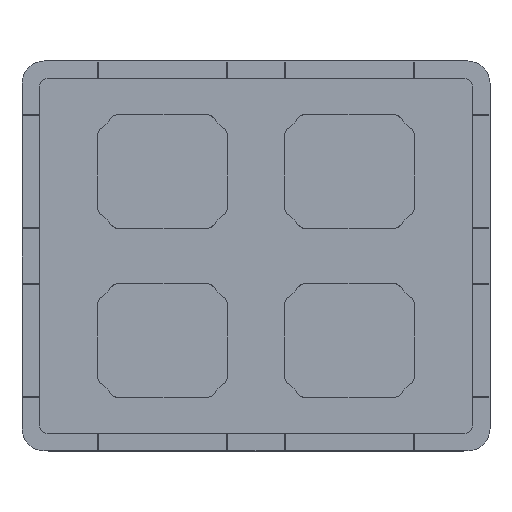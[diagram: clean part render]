
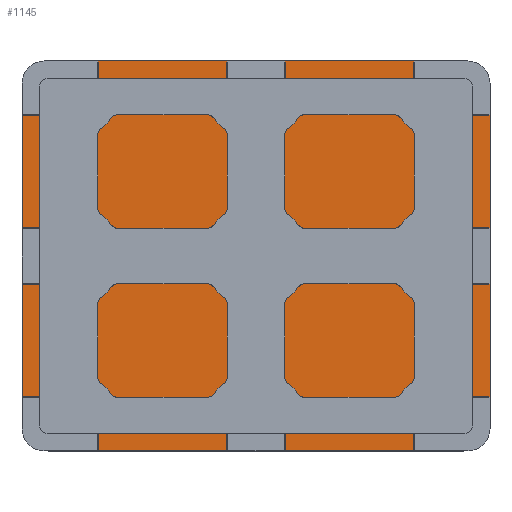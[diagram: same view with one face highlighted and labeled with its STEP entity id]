
A CAD part, front view. The second image highlights one B-rep face of the part: STEP entity #1145.
In plain terms, the highlighted planar face has unit normal (0, -1, 0).
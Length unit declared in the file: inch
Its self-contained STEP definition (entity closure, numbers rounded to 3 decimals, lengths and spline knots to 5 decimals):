
#9=DIRECTION('',(-1.,0.,0.));
#10=VECTOR('',#9,7.7175);
#11=CARTESIAN_POINT('',(23.622,2.719,-24.0363));
#12=LINE('',#11,#10);
#17=DIRECTION('',(-1.,0.,0.));
#18=VECTOR('',#17,7.7175);
#19=CARTESIAN_POINT('',(23.622,2.719,-12.716));
#20=LINE('',#19,#18);
#21=DIRECTION('',(0.,0.,1.));
#22=VECTOR('',#21,11.3203);
#23=CARTESIAN_POINT('',(23.622,2.719,-24.0363));
#24=LINE('',#23,#22);
#25=DIRECTION('',(0.,0.,-1.));
#26=VECTOR('',#25,5.4912);
#27=CARTESIAN_POINT('',(2.9748,2.719,-24.0363));
#28=LINE('',#27,#26);
#29=DIRECTION('',(1.,0.,0.));
#30=VECTOR('',#29,12.9297);
#31=CARTESIAN_POINT('',(-15.9045,2.719,-29.5275));
#32=LINE('',#31,#30);
#33=DIRECTION('',(0.,0.,-1.));
#34=VECTOR('',#33,5.4912);
#35=CARTESIAN_POINT('',(-15.9045,2.719,-24.0363));
#36=LINE('',#35,#34);
#37=DIRECTION('',(1.,0.,0.));
#38=VECTOR('',#37,7.7175);
#39=CARTESIAN_POINT('',(-23.622,2.719,-24.0363));
#40=LINE('',#39,#38);
#41=DIRECTION('',(1.,0.,0.));
#42=VECTOR('',#41,7.7175);
#43=CARTESIAN_POINT('',(-23.622,2.719,-6.969));
#44=LINE('',#43,#42);
#45=DIRECTION('',(0.,0.,-1.));
#46=VECTOR('',#45,11.3203);
#47=CARTESIAN_POINT('',(-23.622,2.719,4.3513));
#48=LINE('',#47,#46);
#49=DIRECTION('',(0.,0.,1.));
#50=VECTOR('',#49,5.4912);
#51=CARTESIAN_POINT('',(-2.9748,2.719,4.3513));
#52=LINE('',#51,#50);
#53=DIRECTION('',(-1.,0.,0.));
#54=VECTOR('',#53,5.9496);
#55=CARTESIAN_POINT('',(2.9748,2.719,4.3513));
#56=LINE('',#55,#54);
#57=DIRECTION('',(-1.,0.,0.));
#58=VECTOR('',#57,12.9297);
#59=CARTESIAN_POINT('',(15.9045,2.719,9.8425));
#60=LINE('',#59,#58);
#61=DIRECTION('',(0.,0.,1.));
#62=VECTOR('',#61,5.4912);
#63=CARTESIAN_POINT('',(15.9045,2.719,4.3513));
#64=LINE('',#63,#62);
#65=DIRECTION('',(-1.,0.,0.));
#66=VECTOR('',#65,7.7175);
#67=CARTESIAN_POINT('',(23.622,2.719,4.3513));
#68=LINE('',#67,#66);
#69=DIRECTION('',(0.,0.,1.));
#70=VECTOR('',#69,5.747);
#71=CARTESIAN_POINT('',(15.9045,2.719,-12.716));
#72=LINE('',#71,#70);
#73=DIRECTION('',(0.,0.,1.));
#74=VECTOR('',#73,5.747);
#75=CARTESIAN_POINT('',(-2.9748,2.719,-12.716));
#76=LINE('',#75,#74);
#77=DIRECTION('',(-1.,0.,0.));
#78=VECTOR('',#77,5.9496);
#79=CARTESIAN_POINT('',(2.9748,2.719,-12.716));
#80=LINE('',#79,#78);
#109=DIRECTION('',(0.,0.,-1.));
#110=VECTOR('',#109,11.3203);
#111=CARTESIAN_POINT('',(23.622,2.719,4.3513));
#112=LINE('',#111,#110);
#157=DIRECTION('',(1.,0.,0.));
#158=VECTOR('',#157,12.9297);
#159=CARTESIAN_POINT('',(-15.9045,2.719,9.8425));
#160=LINE('',#159,#158);
#228=DIRECTION('',(0.,0.,1.));
#229=VECTOR('',#228,5.4912);
#230=CARTESIAN_POINT('',(2.9748,2.719,4.3513));
#231=LINE('',#230,#229);
#256=DIRECTION('',(0.,0.,1.));
#257=VECTOR('',#256,5.4912);
#258=CARTESIAN_POINT('',(-15.9045,2.719,4.3513));
#259=LINE('',#258,#257);
#264=DIRECTION('',(1.,0.,0.));
#265=VECTOR('',#264,7.7175);
#266=CARTESIAN_POINT('',(-23.622,2.719,4.3513));
#267=LINE('',#266,#265);
#284=DIRECTION('',(0.,0.,1.));
#285=VECTOR('',#284,11.3203);
#286=CARTESIAN_POINT('',(-23.622,2.719,-24.0363));
#287=LINE('',#286,#285);
#420=DIRECTION('',(-1.,0.,0.));
#421=VECTOR('',#420,12.9297);
#422=CARTESIAN_POINT('',(15.9045,2.719,-29.5275));
#423=LINE('',#422,#421);
#449=DIRECTION('',(0.,0.,-1.));
#450=VECTOR('',#449,5.4912);
#451=CARTESIAN_POINT('',(15.9045,2.719,-24.0363));
#452=LINE('',#451,#450);
#693=DIRECTION('',(0.,0.,-1.));
#694=VECTOR('',#693,5.4912);
#695=CARTESIAN_POINT('',(-2.9748,2.719,-24.0363));
#696=LINE('',#695,#694);
#709=DIRECTION('',(-1.,0.,0.));
#710=VECTOR('',#709,5.9496);
#711=CARTESIAN_POINT('',(2.9748,2.719,-24.0363));
#712=LINE('',#711,#710);
#741=DIRECTION('',(0.,0.,1.));
#742=VECTOR('',#741,5.747);
#743=CARTESIAN_POINT('',(-15.9045,2.719,-12.716));
#744=LINE('',#743,#742);
#749=DIRECTION('',(1.,0.,0.));
#750=VECTOR('',#749,7.7175);
#751=CARTESIAN_POINT('',(-23.622,2.719,-12.716));
#752=LINE('',#751,#750);
#757=DIRECTION('',(-1.,0.,0.));
#758=VECTOR('',#757,7.7175);
#759=CARTESIAN_POINT('',(23.622,2.719,-6.969));
#760=LINE('',#759,#758);
#769=DIRECTION('',(0.,0.,1.));
#770=VECTOR('',#769,5.747);
#771=CARTESIAN_POINT('',(2.9748,2.719,-12.716));
#772=LINE('',#771,#770);
#793=DIRECTION('',(-1.,0.,0.));
#794=VECTOR('',#793,5.9496);
#795=CARTESIAN_POINT('',(2.9748,2.719,-6.969));
#796=LINE('',#795,#794);
#823=CARTESIAN_POINT('',(-2.9748,2.719,-24.0363));
#825=VERTEX_POINT('',#823);
#860=CARTESIAN_POINT('',(-15.9045,2.719,9.8425));
#862=VERTEX_POINT('',#860);
#877=CARTESIAN_POINT('',(2.9748,2.719,-29.5275));
#879=VERTEX_POINT('',#877);
#881=CARTESIAN_POINT('',(2.9748,2.719,-24.0363));
#883=VERTEX_POINT('',#881);
#901=CARTESIAN_POINT('',(15.9045,2.719,-29.5275));
#902=VERTEX_POINT('',#901);
#903=CARTESIAN_POINT('',(15.9045,2.719,-24.0363));
#904=VERTEX_POINT('',#903);
#909=CARTESIAN_POINT('',(-2.9748,2.719,9.8425));
#911=VERTEX_POINT('',#909);
#913=CARTESIAN_POINT('',(-2.9748,2.719,4.3513));
#914=VERTEX_POINT('',#913);
#915=CARTESIAN_POINT('',(-15.9045,2.719,4.3513));
#916=VERTEX_POINT('',#915);
#917=CARTESIAN_POINT('',(-23.622,2.719,4.3513));
#918=VERTEX_POINT('',#917);
#919=CARTESIAN_POINT('',(15.9045,2.719,9.8425));
#920=CARTESIAN_POINT('',(2.9748,2.719,9.8425));
#921=VERTEX_POINT('',#919);
#922=VERTEX_POINT('',#920);
#923=CARTESIAN_POINT('',(23.622,2.719,-12.716));
#924=CARTESIAN_POINT('',(15.9045,2.719,-12.716));
#925=VERTEX_POINT('',#923);
#926=VERTEX_POINT('',#924);
#927=CARTESIAN_POINT('',(23.622,2.719,4.3513));
#928=CARTESIAN_POINT('',(23.622,2.719,-6.969));
#929=VERTEX_POINT('',#927);
#930=VERTEX_POINT('',#928);
#931=CARTESIAN_POINT('',(15.9045,2.719,4.3513));
#932=VERTEX_POINT('',#931);
#933=CARTESIAN_POINT('',(15.9045,2.719,-6.969));
#934=VERTEX_POINT('',#933);
#935=CARTESIAN_POINT('',(2.9748,2.719,4.3513));
#936=VERTEX_POINT('',#935);
#937=CARTESIAN_POINT('',(2.9748,2.719,-12.716));
#938=CARTESIAN_POINT('',(2.9748,2.719,-6.969));
#939=VERTEX_POINT('',#937);
#940=VERTEX_POINT('',#938);
#961=CARTESIAN_POINT('',(-23.622,2.719,-12.716));
#962=CARTESIAN_POINT('',(-15.9045,2.719,-12.716));
#963=VERTEX_POINT('',#961);
#964=VERTEX_POINT('',#962);
#965=CARTESIAN_POINT('',(-15.9045,2.719,-24.0363));
#966=CARTESIAN_POINT('',(-15.9045,2.719,-29.5275));
#967=VERTEX_POINT('',#965);
#968=VERTEX_POINT('',#966);
#969=CARTESIAN_POINT('',(-15.9045,2.719,-6.969));
#970=VERTEX_POINT('',#969);
#975=CARTESIAN_POINT('',(-2.9748,2.719,-12.716));
#976=VERTEX_POINT('',#975);
#977=CARTESIAN_POINT('',(-2.9748,2.719,-29.5275));
#978=VERTEX_POINT('',#977);
#979=CARTESIAN_POINT('',(-2.9748,2.719,-6.969));
#980=VERTEX_POINT('',#979);
#981=CARTESIAN_POINT('',(23.622,2.719,-24.0363));
#982=VERTEX_POINT('',#981);
#983=CARTESIAN_POINT('',(-23.622,2.719,-6.969));
#984=VERTEX_POINT('',#983);
#985=CARTESIAN_POINT('',(-23.622,2.719,-24.0363));
#986=VERTEX_POINT('',#985);
#1073=CARTESIAN_POINT('',(2.9748,2.719,9.8425));
#1074=DIRECTION('',(0.,1.,0.));
#1075=DIRECTION('',(0.,0.,1.));
#1076=AXIS2_PLACEMENT_3D('',#1073,#1074,#1075);
#1077=PLANE('',#1076);
#1079=ORIENTED_EDGE('',*,*,#1078,.F.);
#1081=ORIENTED_EDGE('',*,*,#1080,.F.);
#1082=ORIENTED_EDGE('',*,*,#1062,.T.);
#1084=ORIENTED_EDGE('',*,*,#1083,.T.);
#1086=ORIENTED_EDGE('',*,*,#1085,.T.);
#1088=ORIENTED_EDGE('',*,*,#1087,.F.);
#1090=ORIENTED_EDGE('',*,*,#1089,.T.);
#1092=ORIENTED_EDGE('',*,*,#1091,.T.);
#1094=ORIENTED_EDGE('',*,*,#1093,.F.);
#1096=ORIENTED_EDGE('',*,*,#1095,.F.);
#1098=ORIENTED_EDGE('',*,*,#1097,.F.);
#1100=ORIENTED_EDGE('',*,*,#1099,.T.);
#1102=ORIENTED_EDGE('',*,*,#1101,.T.);
#1104=ORIENTED_EDGE('',*,*,#1103,.T.);
#1106=ORIENTED_EDGE('',*,*,#1105,.F.);
#1108=ORIENTED_EDGE('',*,*,#1107,.F.);
#1110=ORIENTED_EDGE('',*,*,#1109,.T.);
#1112=ORIENTED_EDGE('',*,*,#1111,.T.);
#1114=ORIENTED_EDGE('',*,*,#1113,.T.);
#1116=ORIENTED_EDGE('',*,*,#1115,.F.);
#1118=ORIENTED_EDGE('',*,*,#1117,.F.);
#1120=ORIENTED_EDGE('',*,*,#1119,.T.);
#1122=ORIENTED_EDGE('',*,*,#1121,.F.);
#1124=ORIENTED_EDGE('',*,*,#1123,.F.);
#1126=ORIENTED_EDGE('',*,*,#1125,.F.);
#1128=ORIENTED_EDGE('',*,*,#1127,.T.);
#1130=ORIENTED_EDGE('',*,*,#1129,.T.);
#1132=ORIENTED_EDGE('',*,*,#1131,.F.);
#1133=EDGE_LOOP('',(#1079,#1081,#1082,#1084,#1086,#1088,#1090,#1092,#1094,#1096,
#1098,#1100,#1102,#1104,#1106,#1108,#1110,#1112,#1114,#1116,#1118,#1120,#1122,
#1124,#1126,#1128,#1130,#1132));
#1134=FACE_OUTER_BOUND('',#1133,.F.);
#1136=ORIENTED_EDGE('',*,*,#1135,.T.);
#1138=ORIENTED_EDGE('',*,*,#1137,.T.);
#1140=ORIENTED_EDGE('',*,*,#1139,.F.);
#1142=ORIENTED_EDGE('',*,*,#1141,.F.);
#1143=EDGE_LOOP('',(#1136,#1138,#1140,#1142));
#1144=FACE_BOUND('',#1143,.F.);
#1145=ADVANCED_FACE('',(#1134,#1144),#1077,.F.);
#1062=EDGE_CURVE('',#982,#904,#12,.T.);
#1078=EDGE_CURVE('',#925,#926,#20,.T.);
#1080=EDGE_CURVE('',#982,#925,#24,.T.);
#1083=EDGE_CURVE('',#904,#902,#452,.T.);
#1085=EDGE_CURVE('',#902,#879,#423,.T.);
#1087=EDGE_CURVE('',#883,#879,#28,.T.);
#1089=EDGE_CURVE('',#883,#825,#712,.T.);
#1091=EDGE_CURVE('',#825,#978,#696,.T.);
#1093=EDGE_CURVE('',#968,#978,#32,.T.);
#1095=EDGE_CURVE('',#967,#968,#36,.T.);
#1097=EDGE_CURVE('',#986,#967,#40,.T.);
#1099=EDGE_CURVE('',#986,#963,#287,.T.);
#1101=EDGE_CURVE('',#963,#964,#752,.T.);
#1103=EDGE_CURVE('',#964,#970,#744,.T.);
#1105=EDGE_CURVE('',#984,#970,#44,.T.);
#1107=EDGE_CURVE('',#918,#984,#48,.T.);
#1109=EDGE_CURVE('',#918,#916,#267,.T.);
#1111=EDGE_CURVE('',#916,#862,#259,.T.);
#1113=EDGE_CURVE('',#862,#911,#160,.T.);
#1115=EDGE_CURVE('',#914,#911,#52,.T.);
#1117=EDGE_CURVE('',#936,#914,#56,.T.);
#1119=EDGE_CURVE('',#936,#922,#231,.T.);
#1121=EDGE_CURVE('',#921,#922,#60,.T.);
#1123=EDGE_CURVE('',#932,#921,#64,.T.);
#1125=EDGE_CURVE('',#929,#932,#68,.T.);
#1127=EDGE_CURVE('',#929,#930,#112,.T.);
#1129=EDGE_CURVE('',#930,#934,#760,.T.);
#1131=EDGE_CURVE('',#926,#934,#72,.T.);
#1135=EDGE_CURVE('',#939,#940,#772,.T.);
#1137=EDGE_CURVE('',#940,#980,#796,.T.);
#1139=EDGE_CURVE('',#976,#980,#76,.T.);
#1141=EDGE_CURVE('',#939,#976,#80,.T.);
